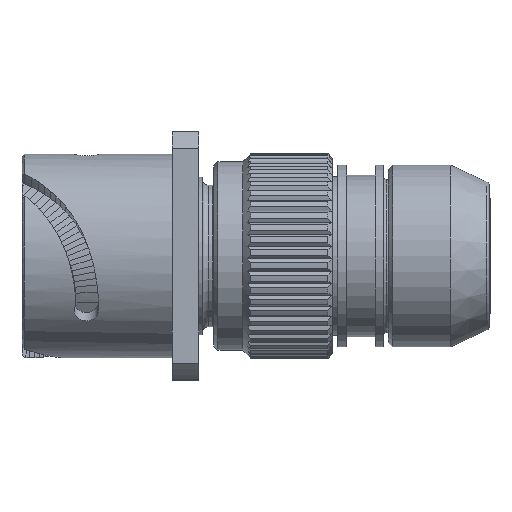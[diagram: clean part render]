
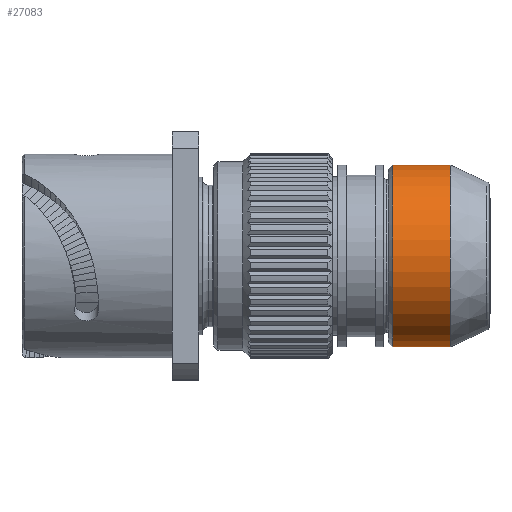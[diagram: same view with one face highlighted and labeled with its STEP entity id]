
A CAD part, top view. The second image highlights one B-rep face of the part: STEP entity #27083.
In plain terms, the highlighted cylindrical face has radius 11 mm (diameter 22 mm), a partial arc.
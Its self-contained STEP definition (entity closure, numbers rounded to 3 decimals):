
#6944=CARTESIAN_POINT('',(44.818,0.,0.));
#6945=DIRECTION('',(1.,0.,0.));
#6946=DIRECTION('',(0.,1.,0.));
#6947=AXIS2_PLACEMENT_3D('',#6944,#6945,#6946);
#6949=CARTESIAN_POINT('',(51.818,0.,0.));
#6950=DIRECTION('',(1.,0.,0.));
#6951=DIRECTION('',(0.,1.,0.));
#6952=AXIS2_PLACEMENT_3D('',#6949,#6950,#6951);
#6954=DIRECTION('',(-1.,0.,0.));
#6955=VECTOR('',#6954,7.);
#6956=CARTESIAN_POINT('',(51.818,11.,0.));
#6957=LINE('2463',#6956,#6955);
#6958=DIRECTION('',(-1.,0.,0.));
#6959=VECTOR('',#6958,7.);
#6960=CARTESIAN_POINT('',(51.818,-11.,0.));
#6961=LINE('2464',#6960,#6959);
#13703=CARTESIAN_POINT('',(51.818,11.,0.));
#13704=CARTESIAN_POINT('',(44.818,11.,0.));
#13705=VERTEX_POINT('',#13703);
#13706=VERTEX_POINT('',#13704);
#13707=CARTESIAN_POINT('',(51.818,-11.,0.));
#13708=CARTESIAN_POINT('',(44.818,-11.,0.));
#13709=VERTEX_POINT('',#13707);
#13710=VERTEX_POINT('',#13708);
#27069=CARTESIAN_POINT('',(43.708,0.,0.));
#27070=DIRECTION('',(1.,0.,0.));
#27071=DIRECTION('',(0.,-1.,0.));
#27072=AXIS2_PLACEMENT_3D('',#27069,#27070,#27071);
#27073=CYLINDRICAL_SURFACE('770',#27072,11.);
#27075=ORIENTED_EDGE('2463',*,*,#27074,.F.);
#27077=ORIENTED_EDGE('2466',*,*,#27076,.T.);
#27079=ORIENTED_EDGE('2464',*,*,#27078,.T.);
#27080=ORIENTED_EDGE('2478',*,*,#27055,.F.);
#27081=EDGE_LOOP('770',(#27075,#27077,#27079,#27080));
#27082=FACE_OUTER_BOUND('770',#27081,.F.);
#6948=CIRCLE('2478',#6947,11.);
#6953=CIRCLE('2466',#6952,11.);
#27055=EDGE_CURVE('2478',#13706,#13710,#6948,.T.);
#27074=EDGE_CURVE('2463',#13705,#13706,#6957,.T.);
#27076=EDGE_CURVE('2466',#13705,#13709,#6953,.T.);
#27078=EDGE_CURVE('2464',#13709,#13710,#6961,.T.);
#27083=ADVANCED_FACE('770',(#27082),#27073,.T.);
